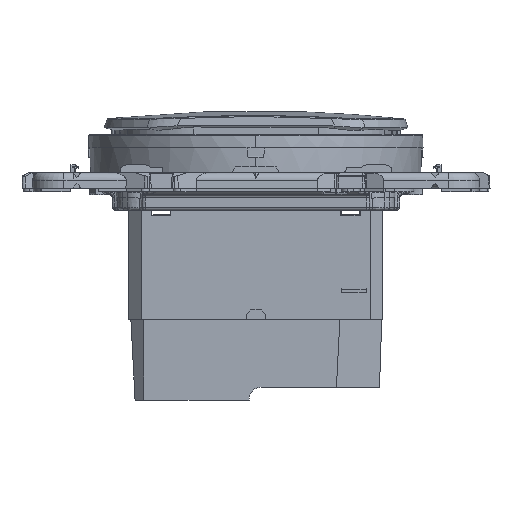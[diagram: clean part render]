
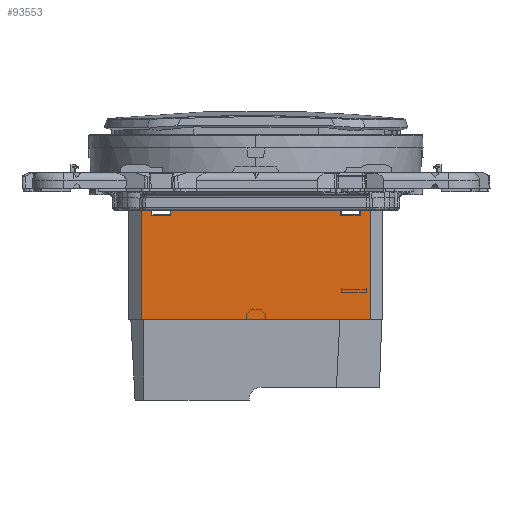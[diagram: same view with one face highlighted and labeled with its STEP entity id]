
A CAD part, left-side view. The second image highlights one B-rep face of the part: STEP entity #93553.
In plain terms, the highlighted planar face has unit normal (-1, 0, 0).
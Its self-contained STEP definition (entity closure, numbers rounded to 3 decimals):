
#93480=AXIS2_PLACEMENT_3D('Plane Axis2P3D',#93477,#93478,#93479) ;
#91276=CARTESIAN_POINT('Vertex',(-20.009,4.612,-21.834)) ;
#91307=CARTESIAN_POINT('Vertex',(-20.009,-4.528,-21.834)) ;
#91462=CARTESIAN_POINT('Vertex',(-20.009,18.212,-21.834)) ;
#91465=CARTESIAN_POINT('Line Origine',(-20.009,17.397,-21.834)) ;
#91469=CARTESIAN_POINT('Vertex',(-20.009,16.582,-21.834)) ;
#91506=CARTESIAN_POINT('Vertex',(-20.009,13.501,-21.834)) ;
#91509=CARTESIAN_POINT('Line Origine',(-20.009,9.056,-21.834)) ;
#91552=CARTESIAN_POINT('Vertex',(-20.009,-16.499,-21.834)) ;
#91555=CARTESIAN_POINT('Line Origine',(-20.009,-17.314,-21.834)) ;
#91559=CARTESIAN_POINT('Vertex',(-20.009,-18.128,-21.834)) ;
#91624=CARTESIAN_POINT('Vertex',(-20.009,-13.418,-21.834)) ;
#91627=CARTESIAN_POINT('Line Origine',(-20.009,-8.973,-21.834)) ;
#93458=CARTESIAN_POINT('Line Origine',(-20.009,-18.128,-32.719)) ;
#93462=CARTESIAN_POINT('Vertex',(-20.009,-18.128,-43.604)) ;
#93477=CARTESIAN_POINT('Axis2P3D Location',(-20.009,18.212,-21.834)) ;
#93482=CARTESIAN_POINT('Line Origine',(-20.009,13.501,-24.479)) ;
#93486=CARTESIAN_POINT('Vertex',(-20.009,13.501,-27.124)) ;
#93489=CARTESIAN_POINT('Line Origine',(-20.009,15.042,-27.124)) ;
#93493=CARTESIAN_POINT('Vertex',(-20.009,16.582,-27.124)) ;
#93496=CARTESIAN_POINT('Line Origine',(-20.009,16.582,-24.479)) ;
#93501=CARTESIAN_POINT('Line Origine',(-20.009,18.212,-32.719)) ;
#93505=CARTESIAN_POINT('Vertex',(-20.009,18.212,-43.604)) ;
#93508=CARTESIAN_POINT('Line Origine',(-20.009,0.042,-43.604)) ;
#93513=CARTESIAN_POINT('Line Origine',(-20.009,-16.499,-24.479)) ;
#93517=CARTESIAN_POINT('Vertex',(-20.009,-16.499,-27.124)) ;
#93520=CARTESIAN_POINT('Line Origine',(-20.009,-14.958,-27.124)) ;
#93524=CARTESIAN_POINT('Vertex',(-20.009,-13.418,-27.124)) ;
#93527=CARTESIAN_POINT('Line Origine',(-20.009,-13.418,-24.479)) ;
#93532=CARTESIAN_POINT('Line Origine',(-20.009,0.042,-21.834)) ;
#91466=DIRECTION('Vector Direction',(0.,-1.,0.)) ;
#91510=DIRECTION('Vector Direction',(0.,-1.,0.)) ;
#91556=DIRECTION('Vector Direction',(0.,-1.,0.)) ;
#91628=DIRECTION('Vector Direction',(0.,-1.,0.)) ;
#93459=DIRECTION('Vector Direction',(0.,0.,-1.)) ;
#93478=DIRECTION('Axis2P3D Direction',(1.,0.,0.)) ;
#93479=DIRECTION('Axis2P3D XDirection',(0.,-1.,0.)) ;
#93483=DIRECTION('Vector Direction',(0.,0.,1.)) ;
#93490=DIRECTION('Vector Direction',(0.,-1.,0.)) ;
#93497=DIRECTION('Vector Direction',(0.,0.,1.)) ;
#93502=DIRECTION('Vector Direction',(0.,0.,-1.)) ;
#93509=DIRECTION('Vector Direction',(0.,-1.,0.)) ;
#93514=DIRECTION('Vector Direction',(0.,0.,1.)) ;
#93521=DIRECTION('Vector Direction',(0.,-1.,0.)) ;
#93528=DIRECTION('Vector Direction',(0.,0.,1.)) ;
#93533=DIRECTION('Vector Direction',(0.,-1.,0.)) ;
#91467=VECTOR('Line Direction',#91466,1.) ;
#91511=VECTOR('Line Direction',#91510,1.) ;
#91557=VECTOR('Line Direction',#91556,1.) ;
#91629=VECTOR('Line Direction',#91628,1.) ;
#93460=VECTOR('Line Direction',#93459,1.) ;
#93484=VECTOR('Line Direction',#93483,1.) ;
#93491=VECTOR('Line Direction',#93490,1.) ;
#93498=VECTOR('Line Direction',#93497,1.) ;
#93503=VECTOR('Line Direction',#93502,1.) ;
#93510=VECTOR('Line Direction',#93509,1.) ;
#93515=VECTOR('Line Direction',#93514,1.) ;
#93522=VECTOR('Line Direction',#93521,1.) ;
#93529=VECTOR('Line Direction',#93528,1.) ;
#93534=VECTOR('Line Direction',#93533,1.) ;
#93538=ORIENTED_EDGE('',*,*,#93488,.F.) ;
#93539=ORIENTED_EDGE('',*,*,#93495,.F.) ;
#93540=ORIENTED_EDGE('',*,*,#93500,.T.) ;
#93541=ORIENTED_EDGE('',*,*,#91471,.T.) ;
#93542=ORIENTED_EDGE('',*,*,#93507,.T.) ;
#93543=ORIENTED_EDGE('',*,*,#93512,.F.) ;
#93544=ORIENTED_EDGE('',*,*,#93464,.F.) ;
#93545=ORIENTED_EDGE('',*,*,#91561,.T.) ;
#93546=ORIENTED_EDGE('',*,*,#93519,.F.) ;
#93547=ORIENTED_EDGE('',*,*,#93526,.F.) ;
#93548=ORIENTED_EDGE('',*,*,#93531,.T.) ;
#93549=ORIENTED_EDGE('',*,*,#91631,.T.) ;
#93550=ORIENTED_EDGE('',*,*,#93536,.T.) ;
#93551=ORIENTED_EDGE('',*,*,#91513,.T.) ;
#93553=ADVANCED_FACE('EG02396_C.1\\Corps principal',(#93552),#93481,.F.) ;
#91471=EDGE_CURVE('',#91470,#91463,#91468,.F.) ;
#91513=EDGE_CURVE('',#91277,#91507,#91512,.F.) ;
#91561=EDGE_CURVE('',#91560,#91553,#91558,.F.) ;
#91631=EDGE_CURVE('',#91625,#91308,#91630,.F.) ;
#93464=EDGE_CURVE('',#91560,#93463,#93461,.T.) ;
#93488=EDGE_CURVE('',#93487,#91507,#93485,.T.) ;
#93495=EDGE_CURVE('',#93494,#93487,#93492,.T.) ;
#93500=EDGE_CURVE('',#93494,#91470,#93499,.T.) ;
#93507=EDGE_CURVE('',#91463,#93506,#93504,.T.) ;
#93512=EDGE_CURVE('',#93463,#93506,#93511,.F.) ;
#93519=EDGE_CURVE('',#93518,#91553,#93516,.T.) ;
#93526=EDGE_CURVE('',#93525,#93518,#93523,.T.) ;
#93531=EDGE_CURVE('',#93525,#91625,#93530,.T.) ;
#93536=EDGE_CURVE('',#91308,#91277,#93535,.F.) ;
#93537=EDGE_LOOP('',(#93538,#93539,#93540,#93541,#93542,#93543,#93544,#93545,#93546,#93547,#93548,#93549,#93550,#93551)) ;
#93552=FACE_OUTER_BOUND('',#93537,.T.) ;
#91468=LINE('Line',#91465,#91467) ;
#91512=LINE('Line',#91509,#91511) ;
#91558=LINE('Line',#91555,#91557) ;
#91630=LINE('Line',#91627,#91629) ;
#93461=LINE('Line',#93458,#93460) ;
#93485=LINE('Line',#93482,#93484) ;
#93492=LINE('Line',#93489,#93491) ;
#93499=LINE('Line',#93496,#93498) ;
#93504=LINE('Line',#93501,#93503) ;
#93511=LINE('Line',#93508,#93510) ;
#93516=LINE('Line',#93513,#93515) ;
#93523=LINE('Line',#93520,#93522) ;
#93530=LINE('Line',#93527,#93529) ;
#93535=LINE('Line',#93532,#93534) ;
#93481=PLANE('',#93480) ;
#91277=VERTEX_POINT('',#91276) ;
#91308=VERTEX_POINT('',#91307) ;
#91463=VERTEX_POINT('',#91462) ;
#91470=VERTEX_POINT('',#91469) ;
#91507=VERTEX_POINT('',#91506) ;
#91553=VERTEX_POINT('',#91552) ;
#91560=VERTEX_POINT('',#91559) ;
#91625=VERTEX_POINT('',#91624) ;
#93463=VERTEX_POINT('',#93462) ;
#93487=VERTEX_POINT('',#93486) ;
#93494=VERTEX_POINT('',#93493) ;
#93506=VERTEX_POINT('',#93505) ;
#93518=VERTEX_POINT('',#93517) ;
#93525=VERTEX_POINT('',#93524) ;
